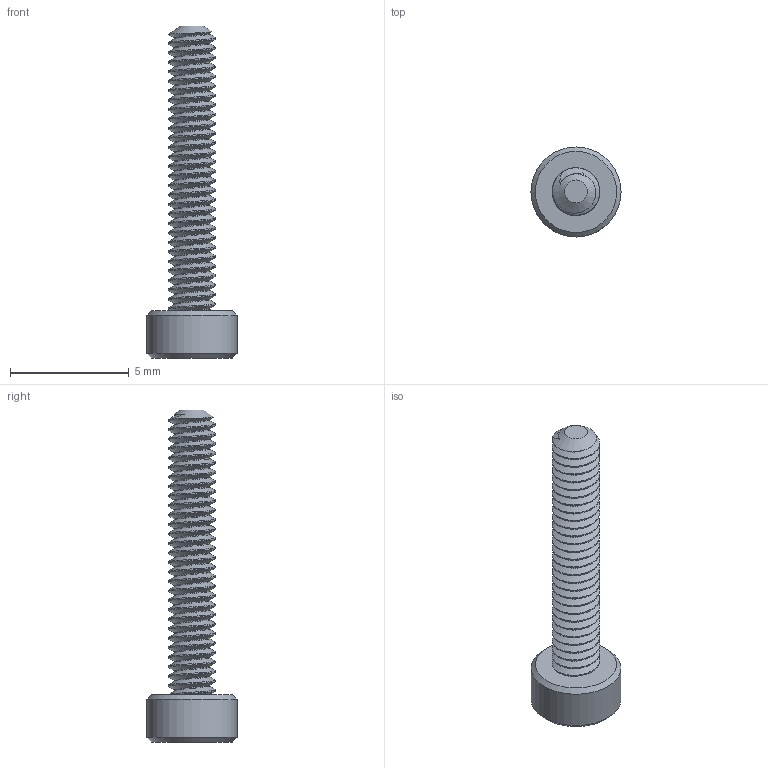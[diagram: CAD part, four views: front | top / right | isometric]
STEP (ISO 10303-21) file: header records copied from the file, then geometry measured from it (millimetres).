
FILE_DESCRIPTION(/* description */ ('STEP AP203'),/* implementation_level */ '2;1');
FILE_NAME(/* name */ 'screws_12mm_m2x0.4_ext.stp',/* time_stamp */ '2022-12-09T16:48:35+01:00',/* author */ ('Rik Ubaghs'),/* organization */ ('Managed by Terraform'),/* preprocessor_version */ 'ST-DEVELOPER v18.1',/* originating_system */ 'Autodesk Inventor 2021',/* authorisation */ '');
FILE_SCHEMA (('AUTOMOTIVE_DESIGN { 1 0 10303 214 3 1 1 }'));
Length unit declared in the file: millimetre
Products named in the file (1): screws_12mm_m2x0.4_ext
Bounding box: 3.8 x 3.8 x 14 mm (x, y, z)
Volume: 48.7 mm3; surface area: 162.2 mm2
Topology: 1 solids, 1 shells, 83 faces, 228 edges, 149 vertices
Faces by surface type: cylinder 62, plane 10, cone 9, bspline 2
Full cylindrical faces by diameter (mm): 1.48 x29, 2 x28, 3.8 x1
Entity records: 12081 total; most frequent: CARTESIAN_POINT 10191, ORIENTED_EDGE 456, DIRECTION 279, EDGE_CURVE 228, VERTEX_POINT 149, B_SPLINE_CURVE_WITH_KNOTS 127, AXIS2_PLACEMENT_3D 102, EDGE_LOOP 85
